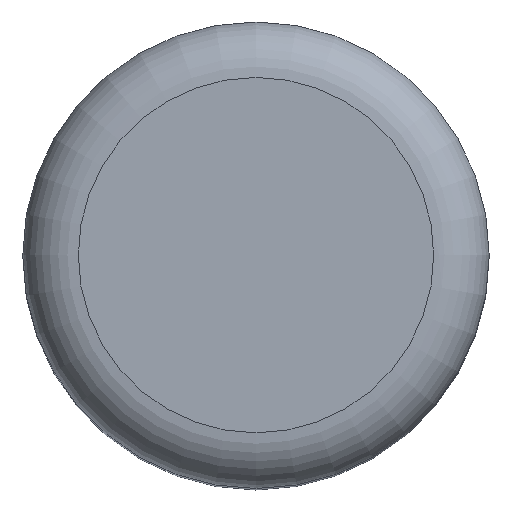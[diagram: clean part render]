
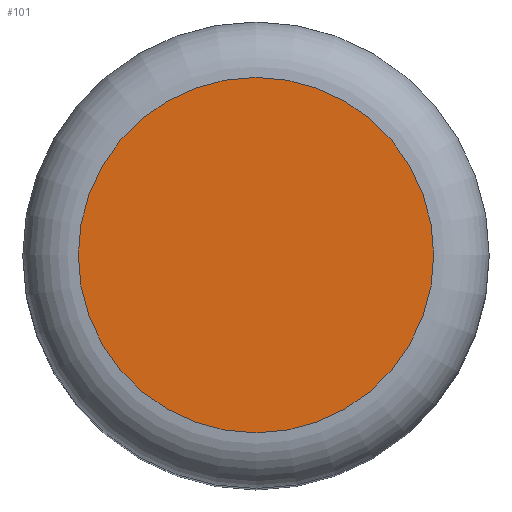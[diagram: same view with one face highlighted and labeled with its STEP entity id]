
A CAD part, top view. The second image highlights one B-rep face of the part: STEP entity #101.
In plain terms, the highlighted planar face has unit normal (0, 0, 1).
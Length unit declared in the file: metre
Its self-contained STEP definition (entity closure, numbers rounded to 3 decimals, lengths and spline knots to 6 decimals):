
#19=PLANE('',#149);
#27=ORIENTED_EDGE('',*,*,#43,.T.);
#43=EDGE_CURVE('',#51,#51,#59,.T.);
#51=VERTEX_POINT('',#219);
#59=CIRCLE('',#150,0.0024);
#67=EDGE_LOOP('',(#27));
#83=FACE_BOUND('',#67,.T.);
#101=ADVANCED_FACE('',(#83),#19,.T.);
#149=AXIS2_PLACEMENT_3D('',#217,#175,#176);
#150=AXIS2_PLACEMENT_3D('',#218,#177,#178);
#175=DIRECTION('',(0.,0.,1.));
#176=DIRECTION('',(1.,0.,0.));
#177=DIRECTION('',(0.,0.,1.));
#178=DIRECTION('',(1.,0.,0.));
#217=CARTESIAN_POINT('',(0.,0.,0.0125));
#218=CARTESIAN_POINT('',(0.,0.,0.0125));
#219=CARTESIAN_POINT('',(0.0024,0.,0.0125));
